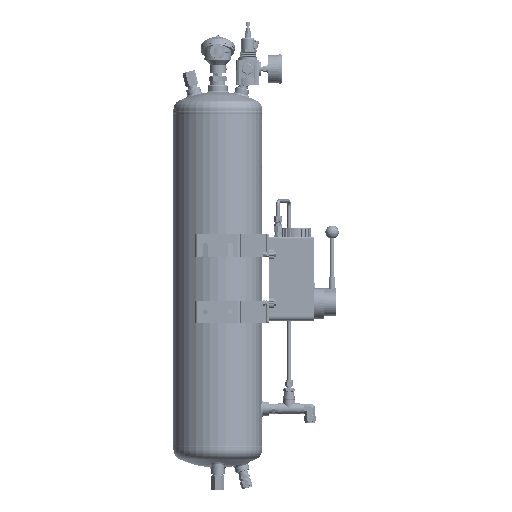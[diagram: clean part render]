
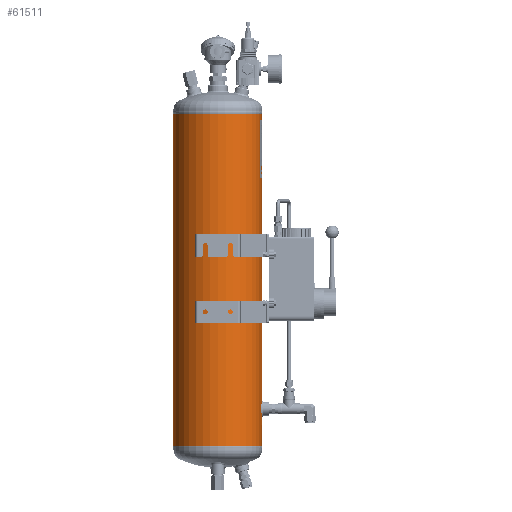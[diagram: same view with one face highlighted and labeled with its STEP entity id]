
A CAD part, left-side view. The second image highlights one B-rep face of the part: STEP entity #61511.
In plain terms, the highlighted cylindrical face has radius 100 mm (diameter 200 mm), a partial arc.
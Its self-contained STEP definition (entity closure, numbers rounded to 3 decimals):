
#3980=B_SPLINE_CURVE_WITH_KNOTS('',3,(#98283,#98284,#98285,#98286,#98287,
#98288,#98289,#98290,#98291,#98292,#98293),.UNSPECIFIED.,.T.,.F.,(1,1,1,
1,1,1,1,1,1,1,1,1,1,1,1),(-0.012,-0.008,-0.004,
0.,0.004,0.008,0.012,0.016,
0.02,0.023,0.027,0.031,
0.035,0.039,0.043),.UNSPECIFIED.);
#3981=B_SPLINE_CURVE_WITH_KNOTS('',3,(#98295,#98296,#98297,#98298,#98299,
#98300,#98301,#98302,#98303,#98304,#98305),.UNSPECIFIED.,.T.,.F.,(1,1,1,
1,1,1,1,1,1,1,1,1,1,1,1),(-0.012,-0.008,-0.004,
0.,0.004,0.008,0.012,0.016,
0.02,0.023,0.027,0.031,
0.035,0.039,0.043),.UNSPECIFIED.);
#3982=B_SPLINE_CURVE_WITH_KNOTS('',3,(#98307,#98308,#98309,#98310,#98311,
#98312,#98313,#98314,#98315,#98316,#98317,#98318,#98319,#98320,#98321,#98322,
#98323,#98324,#98325),.UNSPECIFIED.,.T.,.F.,(1,1,1,1,1,1,1,1,1,1,1,1,1,
1,1,1,1,1,1,1,1,1,1),(-0.018,-0.012,-0.006,
0.,0.006,0.012,0.018,
0.023,0.029,0.035,0.041,
0.047,0.053,0.059,0.065,
0.07,0.076,0.082,0.088,
0.094,0.1,0.106,0.112),
 .UNSPECIFIED.);
#6437=LINE('',#98327,#10563);
#6438=LINE('',#98332,#10564);
#10563=VECTOR('',#81418,1000.);
#10564=VECTOR('',#81421,1000.);
#14694=ORIENTED_EDGE('',*,*,#33054,.T.);
#14695=ORIENTED_EDGE('',*,*,#33055,.T.);
#14696=ORIENTED_EDGE('',*,*,#33056,.T.);
#14697=ORIENTED_EDGE('',*,*,#33057,.T.);
#14698=ORIENTED_EDGE('',*,*,#33058,.T.);
#14699=ORIENTED_EDGE('',*,*,#33059,.F.);
#14700=ORIENTED_EDGE('',*,*,#33060,.F.);
#33054=EDGE_CURVE('',#42234,#42234,#3980,.T.);
#33055=EDGE_CURVE('',#42235,#42235,#3981,.T.);
#33056=EDGE_CURVE('',#42236,#42236,#3982,.T.);
#33057=EDGE_CURVE('',#42237,#42238,#6437,.T.);
#33058=EDGE_CURVE('',#42238,#42239,#48624,.T.);
#33059=EDGE_CURVE('',#42240,#42239,#6438,.T.);
#33060=EDGE_CURVE('',#42237,#42240,#48625,.T.);
#42234=VERTEX_POINT('',#98294);
#42235=VERTEX_POINT('',#98306);
#42236=VERTEX_POINT('',#98326);
#42237=VERTEX_POINT('',#98328);
#42238=VERTEX_POINT('',#98329);
#42239=VERTEX_POINT('',#98331);
#42240=VERTEX_POINT('',#98333);
#48624=CIRCLE('',#75063,100.);
#48625=CIRCLE('',#75064,100.);
#50850=EDGE_LOOP('',(#14694));
#50851=EDGE_LOOP('',(#14695));
#50852=EDGE_LOOP('',(#14696));
#50853=EDGE_LOOP('',(#14697,#14698,#14699,#14700));
#55714=FACE_BOUND('',#50850,.T.);
#55715=FACE_BOUND('',#50851,.T.);
#55716=FACE_BOUND('',#50852,.T.);
#55717=FACE_BOUND('',#50853,.T.);
#60578=CYLINDRICAL_SURFACE('',#75062,100.);
#61511=ADVANCED_FACE('',(#55714,#55715,#55716,#55717),#60578,.T.);
#75062=AXIS2_PLACEMENT_3D('',#98282,#81416,#81417);
#75063=AXIS2_PLACEMENT_3D('',#98330,#81419,#81420);
#75064=AXIS2_PLACEMENT_3D('',#98334,#81422,#81423);
#81416=DIRECTION('',(0.,-1.,0.));
#81417=DIRECTION('',(0.,0.,-1.));
#81418=DIRECTION('',(0.,-1.,0.));
#81419=DIRECTION('',(0.,1.,0.));
#81420=DIRECTION('',(1.,0.,0.));
#81421=DIRECTION('',(0.,-1.,0.));
#81422=DIRECTION('',(0.,1.,0.));
#81423=DIRECTION('',(1.,0.,0.));
#98282=CARTESIAN_POINT('',(0.,750.,0.));
#98283=CARTESIAN_POINT('',(-3.915,48.922,-99.938));
#98284=CARTESIAN_POINT('',(-5.542,44.999,-99.844));
#98285=CARTESIAN_POINT('',(-3.916,41.082,-99.938));
#98286=CARTESIAN_POINT('',(-0.004,39.46,-100.031));
#98287=CARTESIAN_POINT('',(3.917,41.079,-99.938));
#98288=CARTESIAN_POINT('',(5.54,44.999,-99.844));
#98289=CARTESIAN_POINT('',(3.922,48.913,-99.937));
#98290=CARTESIAN_POINT('',(0.006,50.541,-100.031));
#98291=CARTESIAN_POINT('',(-3.915,48.922,-99.938));
#98292=CARTESIAN_POINT('',(-5.542,44.999,-99.844));
#98293=CARTESIAN_POINT('',(-3.916,41.082,-99.938));
#98294=CARTESIAN_POINT('',(-5.,45.,-99.875));
#98295=CARTESIAN_POINT('',(-3.915,158.922,-99.938));
#98296=CARTESIAN_POINT('',(-5.542,154.999,-99.844));
#98297=CARTESIAN_POINT('',(-3.916,151.082,-99.938));
#98298=CARTESIAN_POINT('',(-0.004,149.46,-100.031));
#98299=CARTESIAN_POINT('',(3.917,151.079,-99.938));
#98300=CARTESIAN_POINT('',(5.54,154.999,-99.844));
#98301=CARTESIAN_POINT('',(3.922,158.913,-99.937));
#98302=CARTESIAN_POINT('',(0.006,160.541,-100.031));
#98303=CARTESIAN_POINT('',(-3.915,158.922,-99.938));
#98304=CARTESIAN_POINT('',(-5.542,154.999,-99.844));
#98305=CARTESIAN_POINT('',(-3.916,151.082,-99.938));
#98306=CARTESIAN_POINT('',(-5.,155.,-99.875));
#98307=CARTESIAN_POINT('',(-98.994,672.42,14.208));
#98308=CARTESIAN_POINT('',(-98.806,666.495,15.395));
#98309=CARTESIAN_POINT('',(-98.993,660.6,14.214));
#98310=CARTESIAN_POINT('',(-99.436,655.617,10.88));
#98311=CARTESIAN_POINT('',(-99.878,652.286,5.9));
#98312=CARTESIAN_POINT('',(-100.061,651.109,0.009));
#98313=CARTESIAN_POINT('',(-99.879,652.279,-5.887));
#98314=CARTESIAN_POINT('',(-99.437,655.615,-10.879));
#98315=CARTESIAN_POINT('',(-98.992,660.601,-14.215));
#98316=CARTESIAN_POINT('',(-98.807,666.494,-15.391));
#98317=CARTESIAN_POINT('',(-98.992,672.387,-14.219));
#98318=CARTESIAN_POINT('',(-99.435,677.371,-10.892));
#98319=CARTESIAN_POINT('',(-99.877,680.709,-5.914));
#98320=CARTESIAN_POINT('',(-100.061,681.893,-0.013));
#98321=CARTESIAN_POINT('',(-99.878,680.72,5.889));
#98322=CARTESIAN_POINT('',(-99.437,677.387,10.874));
#98323=CARTESIAN_POINT('',(-98.994,672.42,14.208));
#98324=CARTESIAN_POINT('',(-98.806,666.495,15.395));
#98325=CARTESIAN_POINT('',(-98.993,660.6,14.214));
#98326=CARTESIAN_POINT('',(-98.869,666.5,15.));
#98327=CARTESIAN_POINT('',(0.254,801.561,100.));
#98328=CARTESIAN_POINT('',(0.254,750.,100.));
#98329=CARTESIAN_POINT('',(0.254,0.,100.));
#98330=CARTESIAN_POINT('',(0.,0.,0.));
#98331=CARTESIAN_POINT('',(-0.254,0.,100.));
#98332=CARTESIAN_POINT('',(-0.254,801.561,100.));
#98333=CARTESIAN_POINT('',(-0.254,750.,100.));
#98334=CARTESIAN_POINT('',(0.,750.,0.));
